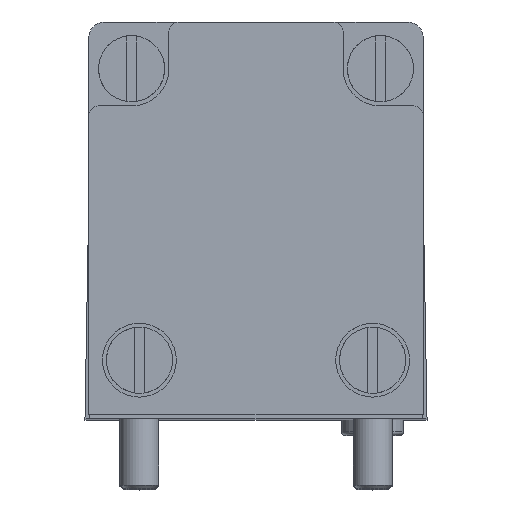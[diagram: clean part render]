
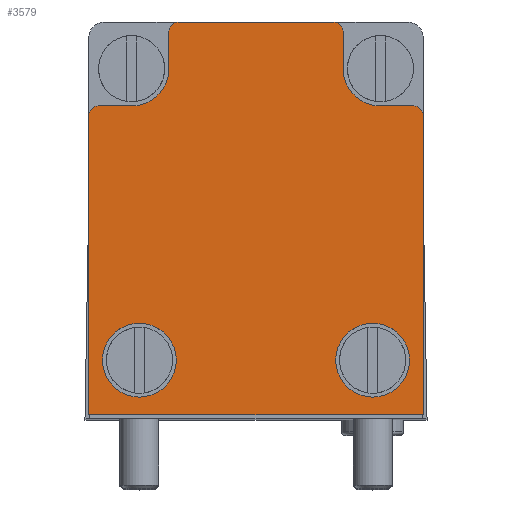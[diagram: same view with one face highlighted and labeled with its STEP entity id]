
A CAD part, top view. The second image highlights one B-rep face of the part: STEP entity #3579.
In plain terms, the highlighted planar face has unit normal (0, 0, 1).
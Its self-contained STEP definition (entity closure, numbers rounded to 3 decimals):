
#154=CIRCLE('',#3878,4.75);
#155=CIRCLE('',#3879,4.75);
#156=CIRCLE('',#3880,1.2);
#157=CIRCLE('',#3881,1.2);
#158=CIRCLE('',#3882,4.8);
#159=CIRCLE('',#3883,1.2);
#160=CIRCLE('',#3884,1.2);
#161=CIRCLE('',#3885,4.8);
#491=ORIENTED_EDGE('',*,*,#1489,.T.);
#492=ORIENTED_EDGE('',*,*,#1490,.T.);
#493=ORIENTED_EDGE('',*,*,#1491,.F.);
#494=ORIENTED_EDGE('',*,*,#1492,.T.);
#495=ORIENTED_EDGE('',*,*,#1493,.T.);
#496=ORIENTED_EDGE('',*,*,#1494,.T.);
#497=ORIENTED_EDGE('',*,*,#1495,.T.);
#498=ORIENTED_EDGE('',*,*,#1496,.T.);
#499=ORIENTED_EDGE('',*,*,#1497,.F.);
#500=ORIENTED_EDGE('',*,*,#1498,.F.);
#501=ORIENTED_EDGE('',*,*,#1499,.F.);
#502=ORIENTED_EDGE('',*,*,#1500,.T.);
#503=ORIENTED_EDGE('',*,*,#1487,.T.);
#504=ORIENTED_EDGE('',*,*,#1501,.T.);
#505=ORIENTED_EDGE('',*,*,#1502,.F.);
#506=ORIENTED_EDGE('',*,*,#1503,.F.);
#1487=EDGE_CURVE('',#1971,#1970,#2289,.T.);
#1489=EDGE_CURVE('',#1972,#1972,#154,.F.);
#1490=EDGE_CURVE('',#1973,#1973,#155,.F.);
#1491=EDGE_CURVE('',#1974,#1975,#2291,.T.);
#1492=EDGE_CURVE('',#1974,#1976,#156,.T.);
#1493=EDGE_CURVE('',#1976,#1977,#2292,.T.);
#1494=EDGE_CURVE('',#1977,#1978,#2293,.T.);
#1495=EDGE_CURVE('',#1978,#1979,#2294,.T.);
#1496=EDGE_CURVE('',#1979,#1980,#157,.T.);
#1497=EDGE_CURVE('',#1981,#1980,#2295,.T.);
#1498=EDGE_CURVE('',#1982,#1981,#158,.T.);
#1499=EDGE_CURVE('',#1983,#1982,#2296,.T.);
#1500=EDGE_CURVE('',#1983,#1971,#159,.T.);
#1501=EDGE_CURVE('',#1970,#1984,#160,.T.);
#1502=EDGE_CURVE('',#1985,#1984,#2297,.T.);
#1503=EDGE_CURVE('',#1975,#1985,#161,.T.);
#1970=VERTEX_POINT('',#5688);
#1971=VERTEX_POINT('',#5690);
#1972=VERTEX_POINT('',#5694);
#1973=VERTEX_POINT('',#5696);
#1974=VERTEX_POINT('',#5698);
#1975=VERTEX_POINT('',#5699);
#1976=VERTEX_POINT('',#5701);
#1977=VERTEX_POINT('',#5703);
#1978=VERTEX_POINT('',#5705);
#1979=VERTEX_POINT('',#5707);
#1980=VERTEX_POINT('',#5709);
#1981=VERTEX_POINT('',#5711);
#1982=VERTEX_POINT('',#5713);
#1983=VERTEX_POINT('',#5715);
#1984=VERTEX_POINT('',#5718);
#1985=VERTEX_POINT('',#5720);
#2289=LINE('',#5689,#2627);
#2291=LINE('',#5697,#2629);
#2292=LINE('',#5702,#2630);
#2293=LINE('',#5704,#2631);
#2294=LINE('',#5706,#2632);
#2295=LINE('',#5710,#2633);
#2296=LINE('',#5714,#2634);
#2297=LINE('',#5719,#2635);
#2627=VECTOR('',#4512,1000.);
#2629=VECTOR('',#4520,1000.);
#2630=VECTOR('',#4523,1000.);
#2631=VECTOR('',#4524,1000.);
#2632=VECTOR('',#4525,1000.);
#2633=VECTOR('',#4528,1000.);
#2634=VECTOR('',#4531,1000.);
#2635=VECTOR('',#4536,1000.);
#2890=EDGE_LOOP('',(#491));
#2891=EDGE_LOOP('',(#492));
#2892=EDGE_LOOP('',(#493,#494,#495,#496,#497,#498,#499,#500,#501,#502,#503,
#504,#505,#506));
#3162=FACE_BOUND('',#2890,.T.);
#3163=FACE_BOUND('',#2891,.T.);
#3164=FACE_BOUND('',#2892,.T.);
#3412=PLANE('',#3877);
#3579=ADVANCED_FACE('',(#3162,#3163,#3164),#3412,.T.);
#3877=AXIS2_PLACEMENT_3D('',#5692,#4514,#4515);
#3878=AXIS2_PLACEMENT_3D('',#5693,#4516,#4517);
#3879=AXIS2_PLACEMENT_3D('',#5695,#4518,#4519);
#3880=AXIS2_PLACEMENT_3D('',#5700,#4521,#4522);
#3881=AXIS2_PLACEMENT_3D('',#5708,#4526,#4527);
#3882=AXIS2_PLACEMENT_3D('',#5712,#4529,#4530);
#3883=AXIS2_PLACEMENT_3D('',#5716,#4532,#4533);
#3884=AXIS2_PLACEMENT_3D('',#5717,#4534,#4535);
#3885=AXIS2_PLACEMENT_3D('',#5721,#4537,#4538);
#4512=DIRECTION('',(-1.,0.,0.));
#4514=DIRECTION('',(0.,0.,1.));
#4515=DIRECTION('',(1.,0.,0.));
#4516=DIRECTION('',(0.,0.,1.));
#4517=DIRECTION('',(1.,0.,0.));
#4518=DIRECTION('',(0.,0.,1.));
#4519=DIRECTION('',(1.,0.,0.));
#4520=DIRECTION('',(1.,0.,0.));
#4521=DIRECTION('',(0.,0.,1.));
#4522=DIRECTION('',(1.,0.,0.));
#4523=DIRECTION('',(0.,-1.,0.));
#4524=DIRECTION('',(1.,0.,0.));
#4525=DIRECTION('',(0.,1.,0.));
#4526=DIRECTION('',(0.,0.,1.));
#4527=DIRECTION('',(1.,0.,0.));
#4528=DIRECTION('',(1.,0.,0.));
#4529=DIRECTION('',(0.,0.,1.));
#4530=DIRECTION('',(1.,0.,0.));
#4531=DIRECTION('',(0.,-1.,0.));
#4532=DIRECTION('',(0.,0.,1.));
#4533=DIRECTION('',(1.,0.,0.));
#4534=DIRECTION('',(0.,0.,1.));
#4535=DIRECTION('',(1.,0.,0.));
#4536=DIRECTION('',(0.,1.,0.));
#4537=DIRECTION('',(0.,0.,1.));
#4538=DIRECTION('',(1.,0.,0.));
#5688=CARTESIAN_POINT('',(-10.,51.,71.));
#5689=CARTESIAN_POINT('',(19.5,51.,71.));
#5690=CARTESIAN_POINT('',(10.,51.,71.));
#5692=CARTESIAN_POINT('',(-19.5,49.,71.));
#5693=CARTESIAN_POINT('',(-15.,7.5,71.));
#5694=CARTESIAN_POINT('',(-10.25,7.5,71.));
#5695=CARTESIAN_POINT('',(15.,7.5,71.));
#5696=CARTESIAN_POINT('',(19.75,7.5,71.));
#5697=CARTESIAN_POINT('',(-20.3,40.2,71.));
#5698=CARTESIAN_POINT('',(-20.3,40.2,71.));
#5699=CARTESIAN_POINT('',(-16.,40.2,71.));
#5700=CARTESIAN_POINT('',(-20.3,39.,71.));
#5701=CARTESIAN_POINT('',(-21.5,39.,71.));
#5702=CARTESIAN_POINT('',(-21.5,49.,71.));
#5703=CARTESIAN_POINT('',(-21.5,0.5,71.));
#5704=CARTESIAN_POINT('',(-21.5,0.5,71.));
#5705=CARTESIAN_POINT('',(21.5,0.5,71.));
#5706=CARTESIAN_POINT('',(21.5,0.5,71.));
#5707=CARTESIAN_POINT('',(21.5,39.,71.));
#5708=CARTESIAN_POINT('',(20.3,39.,71.));
#5709=CARTESIAN_POINT('',(20.3,40.2,71.));
#5710=CARTESIAN_POINT('',(16.,40.2,71.));
#5711=CARTESIAN_POINT('',(16.,40.2,71.));
#5712=CARTESIAN_POINT('',(16.,45.,71.));
#5713=CARTESIAN_POINT('',(11.2,45.,71.));
#5714=CARTESIAN_POINT('',(11.2,49.8,71.));
#5715=CARTESIAN_POINT('',(11.2,49.8,71.));
#5716=CARTESIAN_POINT('',(10.,49.8,71.));
#5717=CARTESIAN_POINT('',(-10.,49.8,71.));
#5718=CARTESIAN_POINT('',(-11.2,49.8,71.));
#5719=CARTESIAN_POINT('',(-11.2,45.,71.));
#5720=CARTESIAN_POINT('',(-11.2,45.,71.));
#5721=CARTESIAN_POINT('',(-16.,45.,71.));
